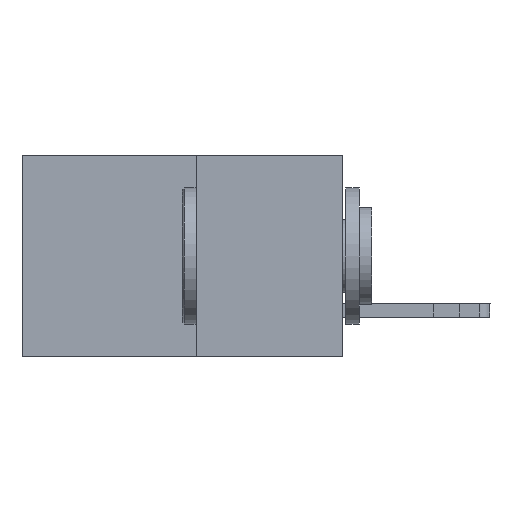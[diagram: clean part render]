
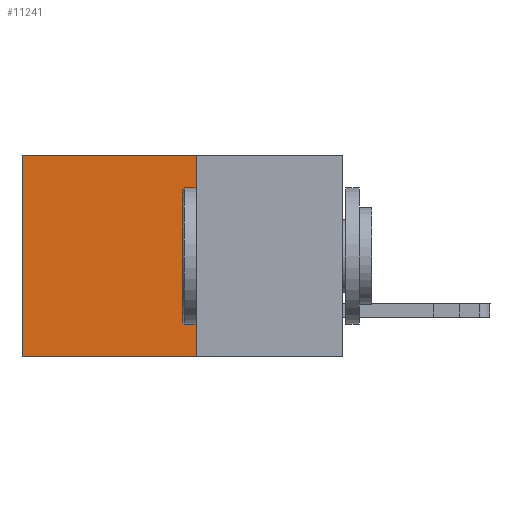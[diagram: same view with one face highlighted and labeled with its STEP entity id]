
A CAD part, left-side view. The second image highlights one B-rep face of the part: STEP entity #11241.
In plain terms, the highlighted planar face has unit normal (-1, 0, 0).
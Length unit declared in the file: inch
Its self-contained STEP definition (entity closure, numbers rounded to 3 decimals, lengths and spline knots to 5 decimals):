
#727 = LINE ( 'NONE', #9336, #12961 ) ;
#881 = VERTEX_POINT ( 'NONE', #28087 ) ;
#1801 = PLANE ( 'NONE',  #30926 ) ;
#1904 = CARTESIAN_POINT ( 'NONE',  ( 0.277, 0.59, -0.37 ) ) ;
#2438 = ORIENTED_EDGE ( 'NONE', *, *, #4294, .T. ) ;
#4276 = DIRECTION ( 'NONE',  ( 1., 0., 0. ) ) ;
#4294 = EDGE_CURVE ( 'NONE', #27681, #7836, #4342, .T. ) ;
#4342 = LINE ( 'NONE', #28791, #22253 ) ;
#5725 = EDGE_LOOP ( 'NONE', ( #2438, #17745, #30620, #23432 ) ) ;
#7836 = VERTEX_POINT ( 'NONE', #1904 ) ;
#9009 = VECTOR ( 'NONE', #13463, 39.37008 ) ;
#9078 = EDGE_CURVE ( 'NONE', #881, #27681, #16248, .T. ) ;
#9336 = CARTESIAN_POINT ( 'NONE',  ( 0.277, 0.27, -0.37 ) ) ;
#9812 = CARTESIAN_POINT ( 'NONE',  ( 0.277, 0.27, -0.37 ) ) ;
#10156 = FACE_OUTER_BOUND ( 'NONE', #5725, .T. ) ;
#11020 = LINE ( 'NONE', #28673, #11779 ) ;
#11241 = ADVANCED_FACE ( 'NONE', ( #10156 ), #1801, .F. ) ;
#11779 = VECTOR ( 'NONE', #21538, 39.37008 ) ;
#12961 = VECTOR ( 'NONE', #23912, 39.37008 ) ;
#13463 = DIRECTION ( 'NONE',  ( 0., 1., 0. ) ) ;
#14573 = CARTESIAN_POINT ( 'NONE',  ( 0.277, 0.59, 0. ) ) ;
#16248 = LINE ( 'NONE', #27967, #9009 ) ;
#17745 = ORIENTED_EDGE ( 'NONE', *, *, #28274, .F. ) ;
#21339 = DIRECTION ( 'NONE',  ( 0., 0., -1. ) ) ;
#21538 = DIRECTION ( 'NONE',  ( 0., 0., -1. ) ) ;
#22253 = VECTOR ( 'NONE', #28618, 39.37008 ) ;
#23432 = ORIENTED_EDGE ( 'NONE', *, *, #9078, .T. ) ;
#23912 = DIRECTION ( 'NONE',  ( 0., 1., 0. ) ) ;
#25064 = VERTEX_POINT ( 'NONE', #9812 ) ;
#26099 = CARTESIAN_POINT ( 'NONE',  ( 0.277, 0.27, -0.37 ) ) ;
#27681 = VERTEX_POINT ( 'NONE', #14573 ) ;
#27967 = CARTESIAN_POINT ( 'NONE',  ( 0.277, 0.27, 0. ) ) ;
#28087 = CARTESIAN_POINT ( 'NONE',  ( 0.277, 0.27, 0. ) ) ;
#28274 = EDGE_CURVE ( 'NONE', #25064, #7836, #727, .T. ) ;
#28618 = DIRECTION ( 'NONE',  ( 0., 0., -1. ) ) ;
#28673 = CARTESIAN_POINT ( 'NONE',  ( 0.277, 0.27, -0.37 ) ) ;
#28791 = CARTESIAN_POINT ( 'NONE',  ( 0.277, 0.59, -0.37 ) ) ;
#28970 = EDGE_CURVE ( 'NONE', #881, #25064, #11020, .T. ) ;
#30620 = ORIENTED_EDGE ( 'NONE', *, *, #28970, .F. ) ;
#30926 = AXIS2_PLACEMENT_3D ( 'NONE', #26099, #4276, #21339 ) ;
